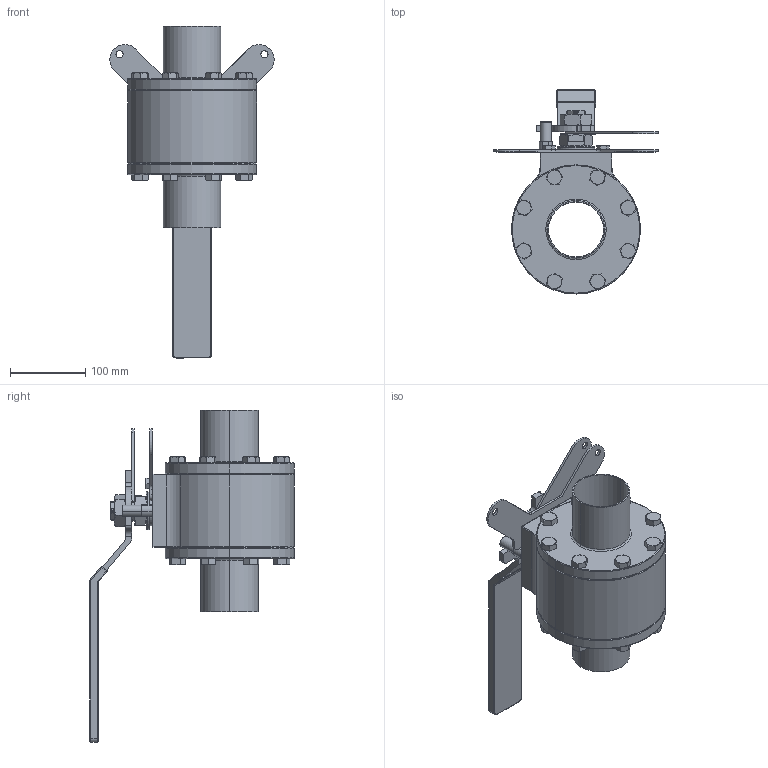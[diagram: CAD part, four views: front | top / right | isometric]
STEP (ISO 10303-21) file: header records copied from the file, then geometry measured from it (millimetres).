
FILE_DESCRIPTION (( 'STEP AP214' ), '1' );
FILE_NAME ('HP-DA-0300.STEP', '2018-12-07T19:28:22', ( '' ), ( '' ), 'SwSTEP 2.0', 'SolidWorks 2018', '' );
FILE_SCHEMA (( 'AUTOMOTIVE_DESIGN' ));
Length unit declared in the file: inch
Products named in the file (1): HP-DA-0300
Bounding box: 217.83 x 270.5 x 440.09 mm (x, y, z)
Surface area: 332435.3 mm2 (no closed solid volume)
Topology: 0 solids, 35 shells, 501 faces, 2200 edges, 1715 vertices
Faces by surface type: plane 217, cone 149, cylinder 99, bspline 16, torus 14, sphere 6
Entity records: 55559 total; most frequent: CARTESIAN_POINT 33348, ORIENTED_EDGE 3195, DIRECTION 2696, EDGE_CURVE 2194, VERTEX_POINT 1713, AXIS2_PLACEMENT_3D 973, VECTOR 750, LINE 750
